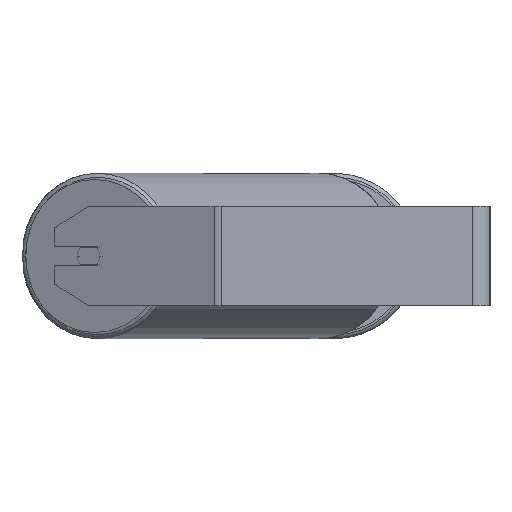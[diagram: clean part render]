
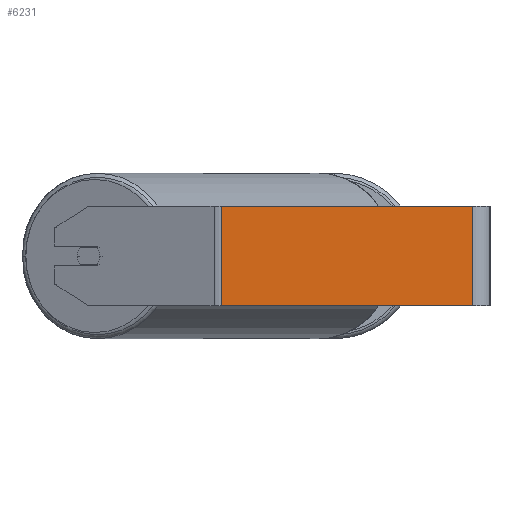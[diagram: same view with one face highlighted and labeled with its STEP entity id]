
A CAD part, left-side view. The second image highlights one B-rep face of the part: STEP entity #6231.
In plain terms, the highlighted planar face has unit normal (-1, 0, 0).
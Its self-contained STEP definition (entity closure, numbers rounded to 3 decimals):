
#68 = VERTEX_POINT ( 'NONE', #7266 ) ;
#259 = ORIENTED_EDGE ( 'NONE', *, *, #6094, .F. ) ;
#354 = VECTOR ( 'NONE', #5210, 1000. ) ;
#696 = LINE ( 'NONE', #2822, #5889 ) ;
#1450 = EDGE_CURVE ( 'NONE', #6628, #6511, #2843, .T. ) ;
#1498 = DIRECTION ( 'NONE',  ( 0., 0., -1. ) ) ;
#1669 = CARTESIAN_POINT ( 'NONE',  ( -700., 218.947, 40. ) ) ;
#2441 = VECTOR ( 'NONE', #8647, 1000. ) ;
#2485 = CARTESIAN_POINT ( 'NONE',  ( -700., 14., -40. ) ) ;
#2507 = CARTESIAN_POINT ( 'NONE',  ( -700., 215.843, 40. ) ) ;
#2695 = CARTESIAN_POINT ( 'NONE',  ( -700., 215.843, -40. ) ) ;
#2822 = CARTESIAN_POINT ( 'NONE',  ( -700., 14., 40. ) ) ;
#2843 = LINE ( 'NONE', #6891, #8192 ) ;
#3250 = LINE ( 'NONE', #1669, #2441 ) ;
#3549 = ORIENTED_EDGE ( 'NONE', *, *, #7210, .T. ) ;
#4752 = PLANE ( 'NONE',  #8252 ) ;
#5210 = DIRECTION ( 'NONE',  ( 0., 0., -1. ) ) ;
#5366 = FACE_OUTER_BOUND ( 'NONE', #5797, .T. ) ;
#5729 = VERTEX_POINT ( 'NONE', #6214 ) ;
#5797 = EDGE_LOOP ( 'NONE', ( #5978, #7636, #259, #3549 ) ) ;
#5889 = VECTOR ( 'NONE', #1498, 1000. ) ;
#5978 = ORIENTED_EDGE ( 'NONE', *, *, #1450, .T. ) ;
#6055 = DIRECTION ( 'NONE',  ( 0., 0., -1. ) ) ;
#6094 = EDGE_CURVE ( 'NONE', #5729, #68, #3250, .T. ) ;
#6214 = CARTESIAN_POINT ( 'NONE',  ( -700., 215.843, 40. ) ) ;
#6226 = DIRECTION ( 'NONE',  ( 0., -1., 0. ) ) ;
#6231 = ADVANCED_FACE ( 'NONE', ( #5366 ), #4752, .F. ) ;
#6511 = VERTEX_POINT ( 'NONE', #2485 ) ;
#6628 = VERTEX_POINT ( 'NONE', #2695 ) ;
#6841 = DIRECTION ( 'NONE',  ( 1., 0., 0. ) ) ;
#6891 = CARTESIAN_POINT ( 'NONE',  ( -700., 218.947, -40. ) ) ;
#7210 = EDGE_CURVE ( 'NONE', #5729, #6628, #8617, .T. ) ;
#7266 = CARTESIAN_POINT ( 'NONE',  ( -700., 14., 40. ) ) ;
#7636 = ORIENTED_EDGE ( 'NONE', *, *, #8224, .F. ) ;
#8032 = CARTESIAN_POINT ( 'NONE',  ( -700., 218.947, 40. ) ) ;
#8192 = VECTOR ( 'NONE', #6226, 1000. ) ;
#8224 = EDGE_CURVE ( 'NONE', #68, #6511, #696, .T. ) ;
#8252 = AXIS2_PLACEMENT_3D ( 'NONE', #8032, #6841, #6055 ) ;
#8617 = LINE ( 'NONE', #2507, #354 ) ;
#8647 = DIRECTION ( 'NONE',  ( 0., -1., 0. ) ) ;
